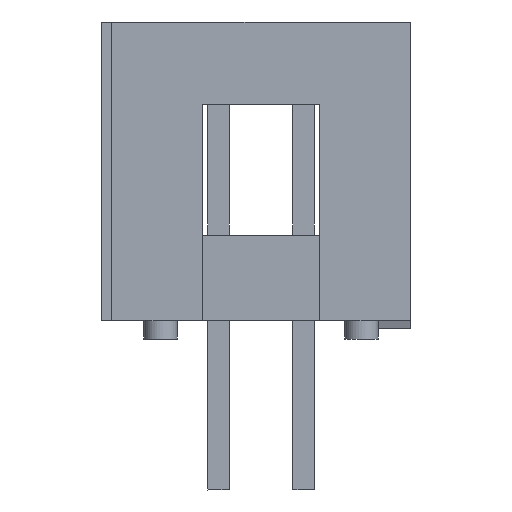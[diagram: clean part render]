
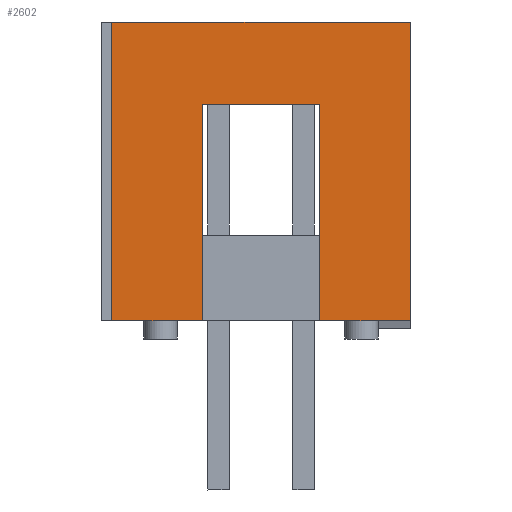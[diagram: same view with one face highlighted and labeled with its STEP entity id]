
A CAD part, left-side view. The second image highlights one B-rep face of the part: STEP entity #2602.
In plain terms, the highlighted planar face has unit normal (-1, 0, 0).
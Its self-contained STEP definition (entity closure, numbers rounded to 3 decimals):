
#2602=ADVANCED_FACE('',(#3366),#2985,.T.);
#2985=PLANE('',#9686);
#3366=FACE_OUTER_BOUND('',#3788,.T.);
#3788=EDGE_LOOP('',(#5414,#5415,#5416,#5417,#5418,#5419,#5420,#5421));
#5414=ORIENTED_EDGE('',*,*,#7324,.T.);
#5415=ORIENTED_EDGE('',*,*,#7321,.T.);
#5416=ORIENTED_EDGE('',*,*,#7325,.T.);
#5417=ORIENTED_EDGE('',*,*,#7326,.T.);
#5418=ORIENTED_EDGE('',*,*,#7327,.T.);
#5419=ORIENTED_EDGE('',*,*,#7171,.F.);
#5420=ORIENTED_EDGE('',*,*,#7328,.T.);
#5421=ORIENTED_EDGE('',*,*,#7224,.T.);
#6287=VERTEX_POINT('',#13013);
#6288=VERTEX_POINT('',#13015);
#6324=VERTEX_POINT('',#13124);
#6325=VERTEX_POINT('',#13126);
#6393=VERTEX_POINT('',#13318);
#6394=VERTEX_POINT('',#13319);
#6395=VERTEX_POINT('',#13326);
#6396=VERTEX_POINT('',#13328);
#7171=EDGE_CURVE('',#6287,#6288,#8130,.T.);
#7224=EDGE_CURVE('',#6325,#6324,#8183,.T.);
#7321=EDGE_CURVE('',#6393,#6394,#8278,.T.);
#7324=EDGE_CURVE('',#6324,#6393,#8281,.T.);
#7325=EDGE_CURVE('',#6394,#6395,#8282,.T.);
#7326=EDGE_CURVE('',#6395,#6396,#8283,.T.);
#7327=EDGE_CURVE('',#6396,#6288,#8284,.T.);
#7328=EDGE_CURVE('',#6287,#6325,#8285,.T.);
#8130=LINE('',#13014,#9083);
#8183=LINE('',#13125,#9136);
#8278=LINE('',#13317,#9231);
#8281=LINE('',#13323,#9234);
#8282=LINE('',#13325,#9235);
#8283=LINE('',#13327,#9236);
#8284=LINE('',#13329,#9237);
#8285=LINE('',#13330,#9238);
#9083=VECTOR('',#11074,1.);
#9136=VECTOR('',#11169,1.);
#9231=VECTOR('',#11322,1.);
#9234=VECTOR('',#11327,1.);
#9235=VECTOR('',#11330,1.);
#9236=VECTOR('',#11331,1.);
#9237=VECTOR('',#11332,1.);
#9238=VECTOR('',#11333,1.);
#9686=AXIS2_PLACEMENT_3D('',#13331,#11334,#11335);
#11074=DIRECTION('',(0.,0.,1.));
#11169=DIRECTION('',(0.,0.,1.));
#11322=DIRECTION('',(0.,0.,-1.));
#11327=DIRECTION('',(0.,-1.,0.));
#11330=DIRECTION('',(0.,-1.,0.));
#11331=DIRECTION('',(0.,0.,1.));
#11332=DIRECTION('',(0.,1.,0.));
#11333=DIRECTION('',(0.,-1.,0.));
#11334=DIRECTION('',(-1.,0.,0.));
#11335=DIRECTION('',(0.,-1.,0.));
#13013=CARTESIAN_POINT('',(-22.86,4.45,-8.9));
#13014=CARTESIAN_POINT('',(-22.86,4.45,-8.9));
#13015=CARTESIAN_POINT('',(-22.86,4.45,0.));
#13124=CARTESIAN_POINT('',(-22.86,1.75,-2.45));
#13125=CARTESIAN_POINT('',(-22.86,1.75,-8.9));
#13126=CARTESIAN_POINT('',(-22.86,1.75,-8.9));
#13317=CARTESIAN_POINT('',(-22.86,-1.75,-2.45));
#13318=CARTESIAN_POINT('',(-22.86,-1.75,-2.45));
#13319=CARTESIAN_POINT('',(-22.86,-1.75,-8.9));
#13323=CARTESIAN_POINT('',(-22.86,1.75,-2.45));
#13325=CARTESIAN_POINT('',(-22.86,-1.75,-8.9));
#13326=CARTESIAN_POINT('',(-22.86,-4.45,-8.9));
#13327=CARTESIAN_POINT('',(-22.86,-4.45,-8.9));
#13328=CARTESIAN_POINT('',(-22.86,-4.45,0.));
#13329=CARTESIAN_POINT('',(-22.86,-4.45,0.));
#13330=CARTESIAN_POINT('',(-22.86,4.45,-8.9));
#13331=CARTESIAN_POINT('',(-22.86,4.45,-8.9));
